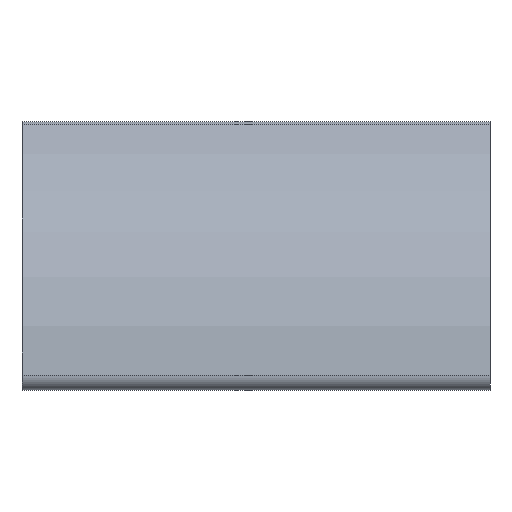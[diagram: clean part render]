
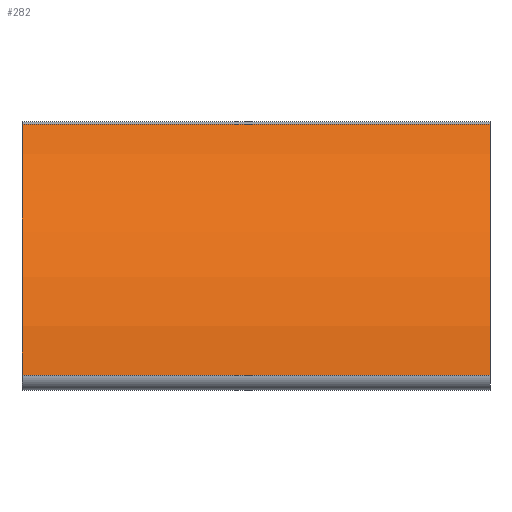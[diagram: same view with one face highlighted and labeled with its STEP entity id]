
A CAD part, left-side view. The second image highlights one B-rep face of the part: STEP entity #282.
In plain terms, the highlighted cylindrical face has radius 67.5 mm (diameter 135 mm), a partial arc.
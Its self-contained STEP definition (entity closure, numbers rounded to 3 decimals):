
#282 = ADVANCED_FACE( '', ( #701 ), #702, .T. );
#701 = FACE_OUTER_BOUND( '', #1262, .T. );
#702 = CYLINDRICAL_SURFACE( '', #1263, 67.5 );
#1262 = EDGE_LOOP( '', ( #2007, #2008, #2009, #2010 ) );
#1263 = AXIS2_PLACEMENT_3D( '', #2011, #2012, #2013 );
#2007 = ORIENTED_EDGE( '', *, *, #3695, .F. );
#2008 = ORIENTED_EDGE( '', *, *, #3696, .F. );
#2009 = ORIENTED_EDGE( '', *, *, #3697, .T. );
#2010 = ORIENTED_EDGE( '', *, *, #3698, .T. );
#2011 = CARTESIAN_POINT( '', ( 39.845, 100., -28.649 ) );
#2012 = DIRECTION( '', ( 0., 1., 0. ) );
#2013 = DIRECTION( '', ( 0., 0., -1. ) );
#3695 = EDGE_CURVE( '', #4557, #4558, #4559, .T. );
#3696 = EDGE_CURVE( '', #4560, #4557, #4561, .T. );
#3697 = EDGE_CURVE( '', #4560, #4562, #4563, .T. );
#3698 = EDGE_CURVE( '', #4562, #4558, #4564, .T. );
#4557 = VERTEX_POINT( '', #5739 );
#4558 = VERTEX_POINT( '', #5740 );
#4559 = CIRCLE( '', #5741, 67.5 );
#4560 = VERTEX_POINT( '', #5742 );
#4561 = LINE( '', #5743, #5744 );
#4562 = VERTEX_POINT( '', #5745 );
#4563 = CIRCLE( '', #5746, 67.5 );
#4564 = LINE( '', #5747, #5748 );
#5739 = CARTESIAN_POINT( '', ( 3.412, 0., 28.175 ) );
#5740 = CARTESIAN_POINT( '', ( -27.582, 0., -25.51 ) );
#5741 = AXIS2_PLACEMENT_3D( '', #6946, #6947, #6948 );
#5742 = CARTESIAN_POINT( '', ( 3.412, 100., 28.175 ) );
#5743 = CARTESIAN_POINT( '', ( 3.412, 100., 28.175 ) );
#5744 = VECTOR( '', #6949, 1000. );
#5745 = CARTESIAN_POINT( '', ( -27.582, 100., -25.51 ) );
#5746 = AXIS2_PLACEMENT_3D( '', #6950, #6951, #6952 );
#5747 = CARTESIAN_POINT( '', ( -27.582, 100., -25.51 ) );
#5748 = VECTOR( '', #6953, 1000. );
#6946 = CARTESIAN_POINT( '', ( 39.845, 0., -28.649 ) );
#6947 = DIRECTION( '', ( 0., -1., 0. ) );
#6948 = DIRECTION( '', ( 1., 0., 0. ) );
#6949 = DIRECTION( '', ( 0., -1., 0. ) );
#6950 = CARTESIAN_POINT( '', ( 39.845, 100., -28.649 ) );
#6951 = DIRECTION( '', ( 0., -1., 0. ) );
#6952 = DIRECTION( '', ( 1., 0., 0. ) );
#6953 = DIRECTION( '', ( 0., -1., 0. ) );
